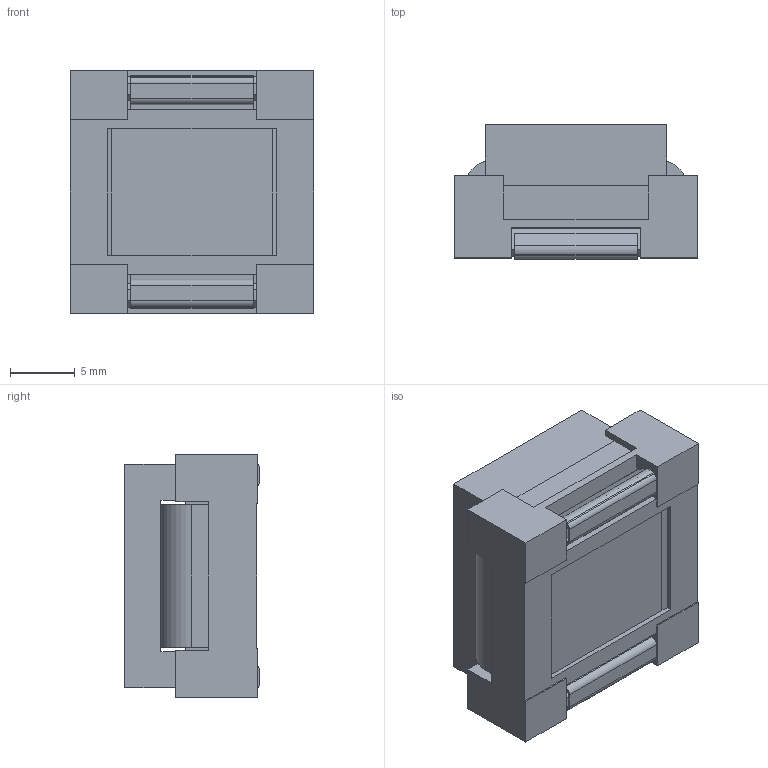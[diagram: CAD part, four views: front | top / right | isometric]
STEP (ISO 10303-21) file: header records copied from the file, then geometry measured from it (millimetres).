
FILE_DESCRIPTION (( 'STEP AP214' ), '1' );
FILE_NAME ('HC2LP-R.STEP', '2016-05-10T06:25:35', ( '' ), ( '' ), 'SwSTEP 2.0', 'SolidWorks 2013', '' );
FILE_SCHEMA (( 'AUTOMOTIVE_DESIGN' ));
Length unit declared in the file: millimetre
Products named in the file (1): HC2LP-R
Bounding box: 18.85 x 10.4 x 18.85 mm (x, y, z)
Surface area: 2517.2 mm2 (no closed solid volume)
Topology: 0 solids, 4 shells, 106 faces, 374 edges, 260 vertices
Faces by surface type: plane 92, cylinder 14
Entity records: 5124 total; most frequent: CARTESIAN_POINT 741, ORIENTED_EDGE 640, DIRECTION 628, EDGE_CURVE 374, LINE 334, VECTOR 334, VERTEX_POINT 260, AXIS2_PLACEMENT_3D 147
